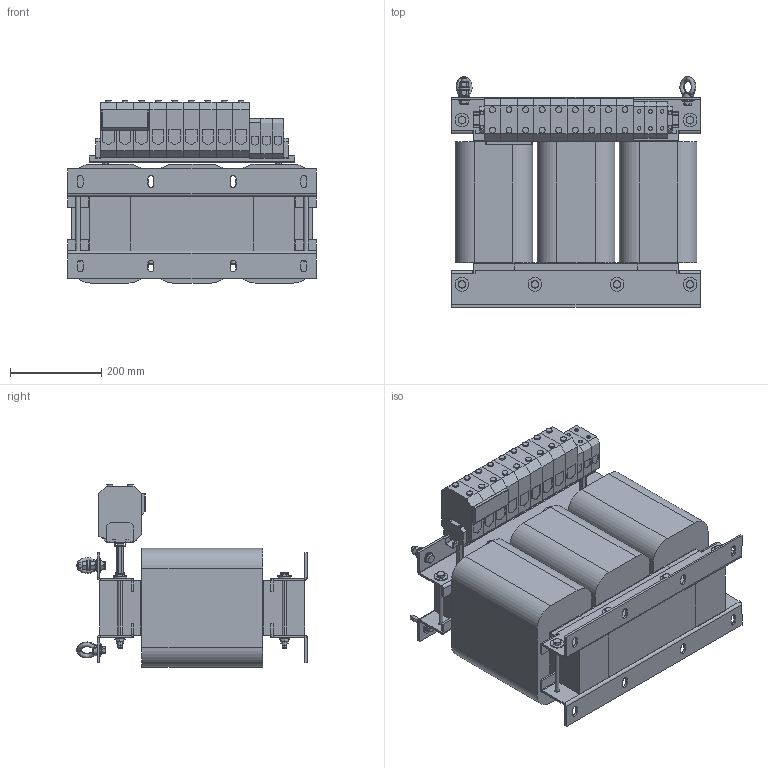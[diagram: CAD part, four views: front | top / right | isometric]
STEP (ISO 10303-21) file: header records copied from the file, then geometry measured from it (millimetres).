
FILE_DESCRIPTION (( 'STEP AP214' ), '1' );
FILE_NAME ('204430.STEP', '2020-05-28T17:16:35', ( '' ), ( '' ), 'SwSTEP 2.0', 'SolidWorks 2018', '' );
FILE_SCHEMA (( 'AUTOMOTIVE_DESIGN' ));
Length unit declared in the file: millimetre
Products named in the file (1): 204430
Bounding box: 545 x 505 x 399 mm (x, y, z)
Volume: 49638909.3 mm3; surface area: 1745685.8 mm2
Topology: 1 solids, 1 shells, 1564 faces, 3793 edges, 2310 vertices
Faces by surface type: plane 943, cylinder 279, cone 226, bspline 88, torus 28
Entity records: 51201 total; most frequent: CARTESIAN_POINT 15646, ORIENTED_EDGE 7578, DIRECTION 6995, EDGE_CURVE 3789, AXIS2_PLACEMENT_3D 2391, VERTEX_POINT 2310, VECTOR 2213, LINE 2213
